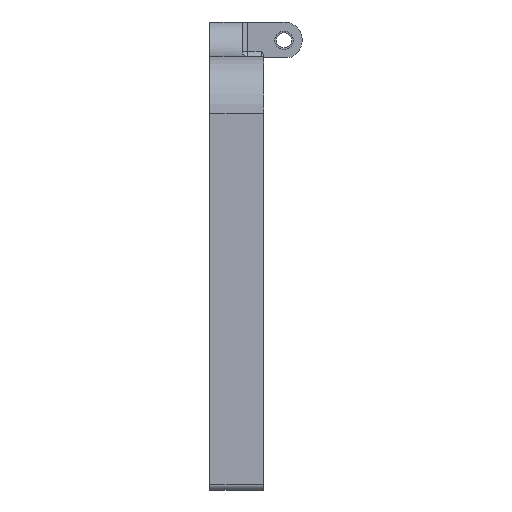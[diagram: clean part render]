
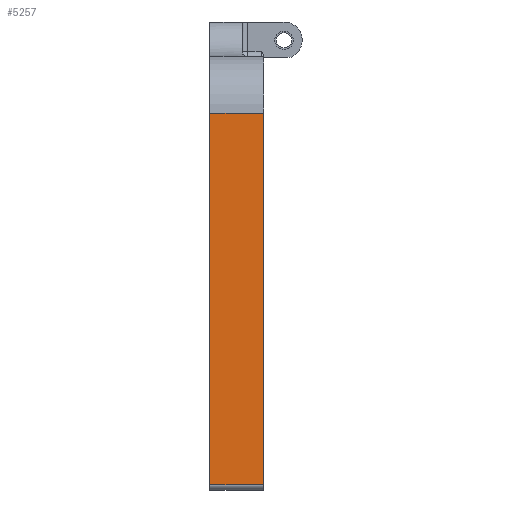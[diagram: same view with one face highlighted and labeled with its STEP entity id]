
A CAD part, left-side view. The second image highlights one B-rep face of the part: STEP entity #5257.
In plain terms, the highlighted planar face has unit normal (-1, 0, 0).
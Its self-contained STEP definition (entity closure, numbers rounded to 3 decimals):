
#661 = VERTEX_POINT ( 'NONE', #8978 ) ;
#959 = EDGE_CURVE ( 'NONE', #1167, #5741, #8022, .T. ) ;
#1063 = PLANE ( 'NONE',  #10198 ) ;
#1167 = VERTEX_POINT ( 'NONE', #11182 ) ;
#2504 = DIRECTION ( 'NONE',  ( 0., 0., -1. ) ) ;
#2868 = CARTESIAN_POINT ( 'NONE',  ( -0.6, 10., 71. ) ) ;
#3043 = FACE_OUTER_BOUND ( 'NONE', #10437, .T. ) ;
#3151 = ORIENTED_EDGE ( 'NONE', *, *, #12317, .F. ) ;
#3393 = VECTOR ( 'NONE', #12042, 1000. ) ;
#3495 = LINE ( 'NONE', #5230, #3393 ) ;
#3954 = LINE ( 'NONE', #4085, #9680 ) ;
#4085 = CARTESIAN_POINT ( 'NONE',  ( -0.6, 0., 71. ) ) ;
#4953 = DIRECTION ( 'NONE',  ( 0., 1., 0. ) ) ;
#5230 = CARTESIAN_POINT ( 'NONE',  ( -0.6, 10., 71. ) ) ;
#5257 = ADVANCED_FACE ( 'NONE', ( #3043 ), #1063, .T. ) ;
#5439 = VECTOR ( 'NONE', #4953, 1000. ) ;
#5621 = CARTESIAN_POINT ( 'NONE',  ( -0.6, 10., 140. ) ) ;
#5741 = VERTEX_POINT ( 'NONE', #5621 ) ;
#5822 = DIRECTION ( 'NONE',  ( 0., -1., 0. ) ) ;
#5944 = VECTOR ( 'NONE', #2504, 1000. ) ;
#6184 = EDGE_CURVE ( 'NONE', #1167, #661, #8442, .T. ) ;
#6952 = DIRECTION ( 'NONE',  ( 0., 0., 1. ) ) ;
#7977 = DIRECTION ( 'NONE',  ( -1., 0., 0. ) ) ;
#8022 = LINE ( 'NONE', #8894, #5439 ) ;
#8442 = LINE ( 'NONE', #10231, #5944 ) ;
#8851 = ORIENTED_EDGE ( 'NONE', *, *, #959, .T. ) ;
#8852 = CARTESIAN_POINT ( 'NONE',  ( -0.6, -286.76, 71. ) ) ;
#8894 = CARTESIAN_POINT ( 'NONE',  ( -0.6, -286.76, 140. ) ) ;
#8978 = CARTESIAN_POINT ( 'NONE',  ( -0.6, 0., 71. ) ) ;
#9680 = VECTOR ( 'NONE', #5822, 1000. ) ;
#10184 = ORIENTED_EDGE ( 'NONE', *, *, #10540, .T. ) ;
#10198 = AXIS2_PLACEMENT_3D ( 'NONE', #8852, #7977, #6952 ) ;
#10231 = CARTESIAN_POINT ( 'NONE',  ( -0.6, 0., 71. ) ) ;
#10384 = VERTEX_POINT ( 'NONE', #2868 ) ;
#10437 = EDGE_LOOP ( 'NONE', ( #3151, #10184, #12223, #8851 ) ) ;
#10540 = EDGE_CURVE ( 'NONE', #10384, #661, #3954, .T. ) ;
#11182 = CARTESIAN_POINT ( 'NONE',  ( -0.6, 0., 140. ) ) ;
#12042 = DIRECTION ( 'NONE',  ( 0., 0., 1. ) ) ;
#12223 = ORIENTED_EDGE ( 'NONE', *, *, #6184, .F. ) ;
#12317 = EDGE_CURVE ( 'NONE', #10384, #5741, #3495, .T. ) ;
